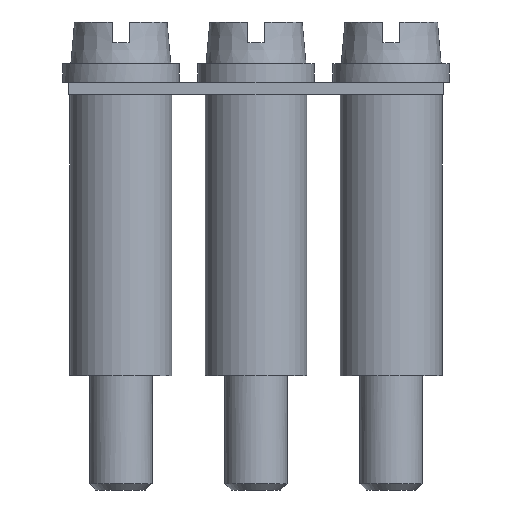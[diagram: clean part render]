
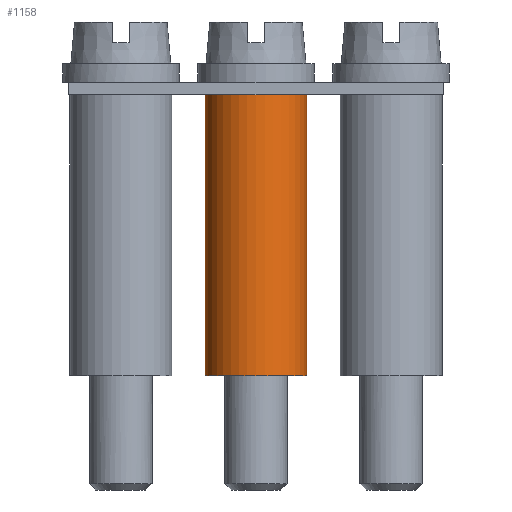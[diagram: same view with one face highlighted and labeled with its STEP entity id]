
A CAD part, front view. The second image highlights one B-rep face of the part: STEP entity #1158.
In plain terms, the highlighted cylindrical face has radius 2.45 mm (diameter 4.9 mm), a partial arc.
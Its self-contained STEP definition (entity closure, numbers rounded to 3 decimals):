
#706=AXIS2_PLACEMENT_3D('Circle Axis2P3D',#704,#705,$) ;
#1119=AXIS2_PLACEMENT_3D('Cylinder Axis2P3D',#1116,#1117,#1118) ;
#1149=AXIS2_PLACEMENT_3D('Circle Axis2P3D',#1147,#1148,$) ;
#701=CARTESIAN_POINT('Vertex',(6.85,3.,19.)) ;
#704=CARTESIAN_POINT('Axis2P3D Location',(9.3,3.,19.)) ;
#708=CARTESIAN_POINT('Vertex',(11.75,3.,19.)) ;
#1116=CARTESIAN_POINT('Axis2P3D Location',(9.3,3.,19.)) ;
#1121=CARTESIAN_POINT('Line Origine',(6.85,3.,19.)) ;
#1125=CARTESIAN_POINT('Vertex',(6.85,3.,5.5)) ;
#1140=CARTESIAN_POINT('Line Origine',(11.75,3.,19.)) ;
#1144=CARTESIAN_POINT('Vertex',(11.75,3.,5.5)) ;
#1147=CARTESIAN_POINT('Axis2P3D Location',(9.3,3.,5.5)) ;
#705=DIRECTION('Axis2P3D Direction',(0.,0.,1.)) ;
#1117=DIRECTION('Axis2P3D Direction',(-0.,0.,-1.)) ;
#1118=DIRECTION('Axis2P3D XDirection',(1.,0.,-0.)) ;
#1122=DIRECTION('Vector Direction',(0.,0.,-1.)) ;
#1141=DIRECTION('Vector Direction',(0.,0.,-1.)) ;
#1148=DIRECTION('Axis2P3D Direction',(-0.,0.,-1.)) ;
#1123=VECTOR('Line Direction',#1122,1.) ;
#1142=VECTOR('Line Direction',#1141,1.) ;
#1153=ORIENTED_EDGE('',*,*,#1146,.T.) ;
#1154=ORIENTED_EDGE('',*,*,#710,.F.) ;
#1155=ORIENTED_EDGE('',*,*,#1127,.T.) ;
#1156=ORIENTED_EDGE('',*,*,#1151,.T.) ;
#1158=ADVANCED_FACE('_Q 3 SAK4 0336800000',(#1157),#1120,.T.) ;
#707=CIRCLE('generated circle',#706,2.45) ;
#1150=CIRCLE('generated circle',#1149,2.45) ;
#1120=CYLINDRICAL_SURFACE('generated cylinder',#1119,2.45) ;
#710=EDGE_CURVE('',#702,#709,#707,.T.) ;
#1127=EDGE_CURVE('',#702,#1126,#1124,.T.) ;
#1146=EDGE_CURVE('',#1145,#709,#1143,.F.) ;
#1151=EDGE_CURVE('',#1126,#1145,#1150,.F.) ;
#1152=EDGE_LOOP('',(#1153,#1154,#1155,#1156)) ;
#1157=FACE_OUTER_BOUND('',#1152,.T.) ;
#1124=LINE('Line',#1121,#1123) ;
#1143=LINE('Line',#1140,#1142) ;
#702=VERTEX_POINT('',#701) ;
#709=VERTEX_POINT('',#708) ;
#1126=VERTEX_POINT('',#1125) ;
#1145=VERTEX_POINT('',#1144) ;
